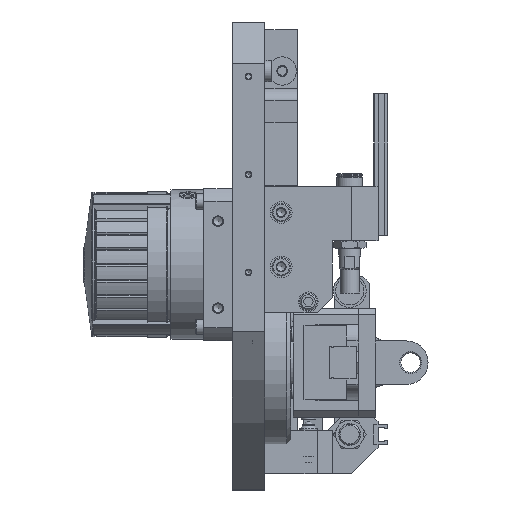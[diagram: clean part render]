
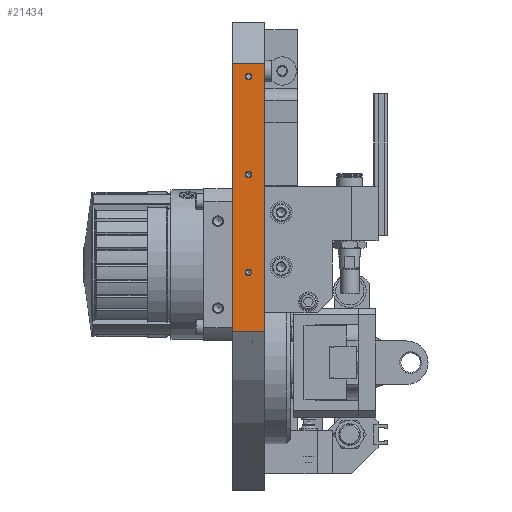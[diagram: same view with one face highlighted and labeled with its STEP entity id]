
A CAD part, front view. The second image highlights one B-rep face of the part: STEP entity #21434.
In plain terms, the highlighted planar face has unit normal (0, -1, 0).
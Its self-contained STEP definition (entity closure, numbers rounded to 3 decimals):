
#856=PLANE('',#23517);
#1514=LINE('',#33511,#2787);
#1516=LINE('',#33521,#2789);
#1517=LINE('',#33523,#2790);
#1518=LINE('',#33525,#2791);
#2787=VECTOR('',#26427,1000.);
#2789=VECTOR('',#26437,1000.);
#2790=VECTOR('',#26438,1000.);
#2791=VECTOR('',#26439,1000.);
#4316=ORIENTED_EDGE('',*,*,#9966,.T.);
#4317=ORIENTED_EDGE('',*,*,#9967,.T.);
#4318=ORIENTED_EDGE('',*,*,#9968,.T.);
#4319=ORIENTED_EDGE('',*,*,#9969,.T.);
#4320=ORIENTED_EDGE('',*,*,#9970,.F.);
#4321=ORIENTED_EDGE('',*,*,#9971,.F.);
#4322=ORIENTED_EDGE('',*,*,#9964,.T.);
#9964=EDGE_CURVE('',#12789,#12788,#1514,.T.);
#9966=EDGE_CURVE('',#12790,#12790,#14886,.T.);
#9967=EDGE_CURVE('',#12791,#12791,#14887,.T.);
#9968=EDGE_CURVE('',#12792,#12792,#14888,.T.);
#9969=EDGE_CURVE('',#12788,#12793,#1516,.T.);
#9970=EDGE_CURVE('',#12794,#12793,#1517,.T.);
#9971=EDGE_CURVE('',#12789,#12794,#1518,.T.);
#12788=VERTEX_POINT('',#33510);
#12789=VERTEX_POINT('',#33512);
#12790=VERTEX_POINT('',#33516);
#12791=VERTEX_POINT('',#33518);
#12792=VERTEX_POINT('',#33520);
#12793=VERTEX_POINT('',#33522);
#12794=VERTEX_POINT('',#33524);
#14886=CIRCLE('',#23518,1.5);
#14887=CIRCLE('',#23519,1.5);
#14888=CIRCLE('',#23520,1.5);
#16196=EDGE_LOOP('',(#4316));
#16197=EDGE_LOOP('',(#4317));
#16198=EDGE_LOOP('',(#4318));
#16199=EDGE_LOOP('',(#4319,#4320,#4321,#4322));
#18565=FACE_BOUND('',#16196,.T.);
#18566=FACE_BOUND('',#16197,.T.);
#18567=FACE_BOUND('',#16198,.T.);
#18568=FACE_BOUND('',#16199,.T.);
#21434=ADVANCED_FACE('',(#18565,#18566,#18567,#18568),#856,.F.);
#23517=AXIS2_PLACEMENT_3D('',#33514,#26429,#26430);
#23518=AXIS2_PLACEMENT_3D('',#33515,#26431,#26432);
#23519=AXIS2_PLACEMENT_3D('',#33517,#26433,#26434);
#23520=AXIS2_PLACEMENT_3D('',#33519,#26435,#26436);
#26427=DIRECTION('',(-1.,0.,0.));
#26429=DIRECTION('',(0.,1.,0.));
#26430=DIRECTION('',(0.,0.,1.));
#26431=DIRECTION('',(0.,1.,0.));
#26432=DIRECTION('',(0.,0.,1.));
#26433=DIRECTION('',(0.,1.,0.));
#26434=DIRECTION('',(0.,0.,1.));
#26435=DIRECTION('',(0.,1.,0.));
#26436=DIRECTION('',(0.,0.,1.));
#26437=DIRECTION('',(0.,0.,-1.));
#26438=DIRECTION('',(-1.,0.,0.));
#26439=DIRECTION('',(0.,0.,-1.));
#33510=CARTESIAN_POINT('',(-7.5,-58.5,137.5));
#33511=CARTESIAN_POINT('',(7.5,-58.5,137.5));
#33512=CARTESIAN_POINT('',(7.5,-58.5,137.5));
#33514=CARTESIAN_POINT('',(7.5,-58.5,137.5));
#33515=CARTESIAN_POINT('',(0.,-58.5,41.5));
#33516=CARTESIAN_POINT('',(0.,-58.5,43.));
#33517=CARTESIAN_POINT('',(0.,-58.5,86.5));
#33518=CARTESIAN_POINT('',(0.,-58.5,88.));
#33519=CARTESIAN_POINT('',(0.,-58.5,131.5));
#33520=CARTESIAN_POINT('',(0.,-58.5,133.));
#33521=CARTESIAN_POINT('',(-7.5,-58.5,137.5));
#33522=CARTESIAN_POINT('',(-7.5,-58.5,14.36));
#33523=CARTESIAN_POINT('',(7.5,-58.5,14.36));
#33524=CARTESIAN_POINT('',(7.5,-58.5,14.36));
#33525=CARTESIAN_POINT('',(7.5,-58.5,137.5));
